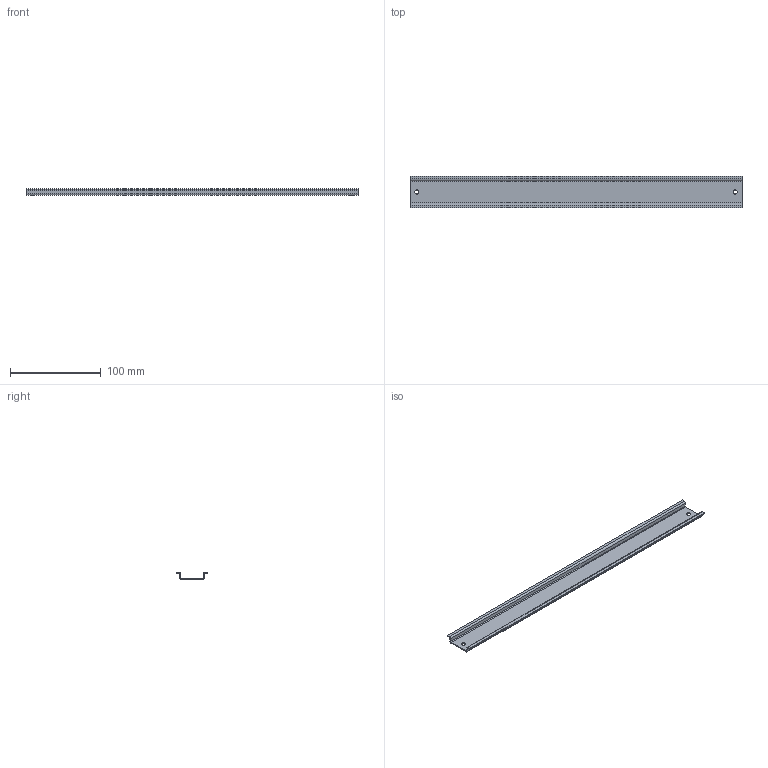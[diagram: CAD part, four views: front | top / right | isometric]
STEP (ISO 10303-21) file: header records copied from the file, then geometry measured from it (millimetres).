
FILE_DESCRIPTION(('CATIA V5R24 STEP','CAx-IF Rec.Pracs.--- Model Styling and Organization---1.2---2011-12-15'),'2;1');
FILE_NAME ('D1464184_0_8000037560_8000037560.stp','2018-09-17T11:09:37+00:00',('none'),('Weidmueller'),'CATIA Version 5-6 Release 2014 SP4 HF52','CATIA V5 STEP AP214','none');
FILE_SCHEMA(('AUTOMOTIVE_DESIGN { 1 0 10303 214 1 1 1 1 }'));
Length unit declared in the file: millimetre
Products named in the file (1): 8000037560_TS 35X7.5 FPC 40 HOR
Bounding box: 365 x 35 x 7.5 mm (x, y, z)
Volume: 16673.6 mm3; surface area: 34196.9 mm2
Topology: 1 solids, 1 shells, 26 faces, 72 edges, 48 vertices
Faces by surface type: plane 14, cylinder 12
Entity records: 825 total; most frequent: ORIENTED_EDGE 144, CARTESIAN_POINT 143, DIRECTION 116, EDGE_CURVE 72, VECTOR 48, LINE 48, VERTEX_POINT 48, AXIS2_PLACEMENT_3D 47
